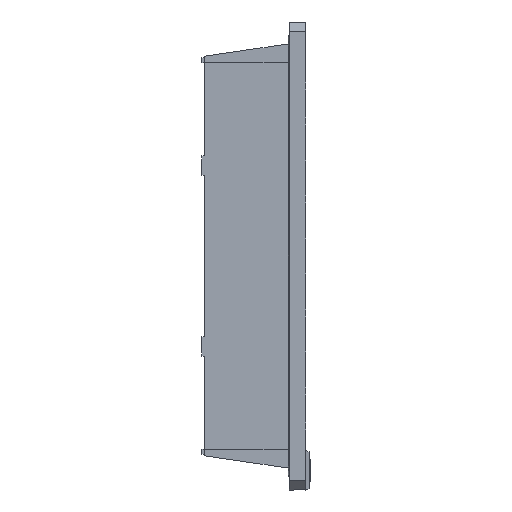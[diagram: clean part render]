
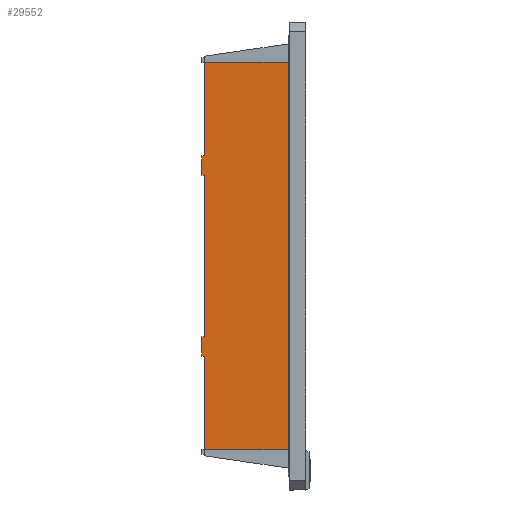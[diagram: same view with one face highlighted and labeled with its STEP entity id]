
A CAD part, left-side view. The second image highlights one B-rep face of the part: STEP entity #29552.
In plain terms, the highlighted planar face has unit normal (-1, 0, 0).
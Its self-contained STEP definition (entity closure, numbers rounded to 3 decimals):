
#48 = FACE_OUTER_BOUND ( 'NONE', #28272, .T. ) ;
#234 = VERTEX_POINT ( 'NONE', #44068 ) ;
#1468 = LINE ( 'NONE', #1656, #45137 ) ;
#1656 = CARTESIAN_POINT ( 'NONE',  ( -61.5, 30., 25. ) ) ;
#2187 = EDGE_CURVE ( 'NONE', #36118, #13687, #32419, .T. ) ;
#3388 = LINE ( 'NONE', #37860, #33021 ) ;
#4182 = CARTESIAN_POINT ( 'NONE',  ( -61.5, 29.25, -25. ) ) ;
#4418 = ORIENTED_EDGE ( 'NONE', *, *, #28440, .T. ) ;
#4827 = VECTOR ( 'NONE', #30826, 1000. ) ;
#4861 = CARTESIAN_POINT ( 'NONE',  ( -61.5, 29.25, -60. ) ) ;
#6111 = ORIENTED_EDGE ( 'NONE', *, *, #17359, .F. ) ;
#6777 = DIRECTION ( 'NONE',  ( 0., 0., 1. ) ) ;
#7101 = CARTESIAN_POINT ( 'NONE',  ( -61.5, 29.25, -61.5 ) ) ;
#7198 = EDGE_CURVE ( 'NONE', #38466, #26001, #28711, .T. ) ;
#7311 = VERTEX_POINT ( 'NONE', #37984 ) ;
#7677 = CARTESIAN_POINT ( 'NONE',  ( -61.5, 30., -31. ) ) ;
#8281 = CARTESIAN_POINT ( 'NONE',  ( -61.5, 29.25, 25. ) ) ;
#8970 = DIRECTION ( 'NONE',  ( 0., -1., 0. ) ) ;
#9029 = DIRECTION ( 'NONE',  ( 0., 0., 1. ) ) ;
#9141 = CARTESIAN_POINT ( 'NONE',  ( -61.5, 30., 25. ) ) ;
#9696 = VECTOR ( 'NONE', #18291, 1000. ) ;
#9748 = CARTESIAN_POINT ( 'NONE',  ( -61.5, 30., 25. ) ) ;
#10932 = ORIENTED_EDGE ( 'NONE', *, *, #2187, .F. ) ;
#10973 = ORIENTED_EDGE ( 'NONE', *, *, #23749, .F. ) ;
#11557 = DIRECTION ( 'NONE',  ( 0., 0., -1. ) ) ;
#11672 = VERTEX_POINT ( 'NONE', #31173 ) ;
#11694 = VERTEX_POINT ( 'NONE', #9141 ) ;
#13110 = VECTOR ( 'NONE', #8970, 1000. ) ;
#13190 = LINE ( 'NONE', #9748, #4827 ) ;
#13347 = VECTOR ( 'NONE', #31248, 1000. ) ;
#13353 = VECTOR ( 'NONE', #38909, 1000. ) ;
#13687 = VERTEX_POINT ( 'NONE', #4861 ) ;
#14827 = CARTESIAN_POINT ( 'NONE',  ( -61.5, 2., -61.5 ) ) ;
#15125 = VECTOR ( 'NONE', #23384, 1000. ) ;
#16967 = CARTESIAN_POINT ( 'NONE',  ( -61.5, 29.25, -61.5 ) ) ;
#17058 = ORIENTED_EDGE ( 'NONE', *, *, #43122, .F. ) ;
#17359 = EDGE_CURVE ( 'NONE', #13687, #7311, #42598, .T. ) ;
#17398 = EDGE_CURVE ( 'NONE', #11672, #33345, #17924, .T. ) ;
#17924 = LINE ( 'NONE', #26536, #41471 ) ;
#18291 = DIRECTION ( 'NONE',  ( 0., 0., 1. ) ) ;
#19952 = EDGE_CURVE ( 'NONE', #11694, #11672, #13190, .T. ) ;
#21028 = CARTESIAN_POINT ( 'NONE',  ( -61.5, 2., 60. ) ) ;
#22640 = LINE ( 'NONE', #41534, #13110 ) ;
#22980 = EDGE_CURVE ( 'NONE', #38466, #7311, #22640, .T. ) ;
#23080 = CARTESIAN_POINT ( 'NONE',  ( -61.5, 29.25, -61.5 ) ) ;
#23384 = DIRECTION ( 'NONE',  ( 0., 0., 1. ) ) ;
#23749 = EDGE_CURVE ( 'NONE', #33345, #234, #41073, .T. ) ;
#24404 = EDGE_CURVE ( 'NONE', #26001, #39681, #40369, .T. ) ;
#24656 = EDGE_CURVE ( 'NONE', #37237, #234, #3388, .T. ) ;
#24753 = AXIS2_PLACEMENT_3D ( 'NONE', #26863, #30742, #9029 ) ;
#25160 = ORIENTED_EDGE ( 'NONE', *, *, #24656, .T. ) ;
#26001 = VERTEX_POINT ( 'NONE', #43048 ) ;
#26272 = DIRECTION ( 'NONE',  ( 0., -1., 0. ) ) ;
#26536 = CARTESIAN_POINT ( 'NONE',  ( -61.5, 30., 31. ) ) ;
#26863 = CARTESIAN_POINT ( 'NONE',  ( -61.5, -197.99, -61.5 ) ) ;
#27078 = DIRECTION ( 'NONE',  ( 0., 1., 0. ) ) ;
#28272 = EDGE_LOOP ( 'NONE', ( #25160, #10973, #43347, #33472, #4418, #17058, #44542, #40153, #33861, #6111, #10932, #44279 ) ) ;
#28440 = EDGE_CURVE ( 'NONE', #11694, #39125, #1468, .T. ) ;
#28711 = LINE ( 'NONE', #7677, #9696 ) ;
#29552 = ADVANCED_FACE ( 'NONE', ( #48 ), #45502, .T. ) ;
#29578 = CARTESIAN_POINT ( 'NONE',  ( -61.5, 30., -31. ) ) ;
#30559 = DIRECTION ( 'NONE',  ( 0., -1., 0. ) ) ;
#30742 = DIRECTION ( 'NONE',  ( -1., 0., 0. ) ) ;
#30804 = VECTOR ( 'NONE', #26272, 1000. ) ;
#30826 = DIRECTION ( 'NONE',  ( 0., 0., 1. ) ) ;
#31089 = CARTESIAN_POINT ( 'NONE',  ( -61.5, -17.798, -60. ) ) ;
#31173 = CARTESIAN_POINT ( 'NONE',  ( -61.5, 30., 31. ) ) ;
#31248 = DIRECTION ( 'NONE',  ( 0., 1., 0. ) ) ;
#32419 = LINE ( 'NONE', #31089, #13347 ) ;
#33021 = VECTOR ( 'NONE', #27078, 1000. ) ;
#33345 = VERTEX_POINT ( 'NONE', #35718 ) ;
#33472 = ORIENTED_EDGE ( 'NONE', *, *, #19952, .F. ) ;
#33861 = ORIENTED_EDGE ( 'NONE', *, *, #22980, .T. ) ;
#34719 = LINE ( 'NONE', #14827, #39770 ) ;
#35718 = CARTESIAN_POINT ( 'NONE',  ( -61.5, 29.25, 31. ) ) ;
#36118 = VERTEX_POINT ( 'NONE', #38239 ) ;
#36594 = VECTOR ( 'NONE', #6777, 1000. ) ;
#37237 = VERTEX_POINT ( 'NONE', #21028 ) ;
#37860 = CARTESIAN_POINT ( 'NONE',  ( -61.5, -17.798, 60. ) ) ;
#37984 = CARTESIAN_POINT ( 'NONE',  ( -61.5, 29.25, -31. ) ) ;
#38239 = CARTESIAN_POINT ( 'NONE',  ( -61.5, 2., -60. ) ) ;
#38466 = VERTEX_POINT ( 'NONE', #29578 ) ;
#38909 = DIRECTION ( 'NONE',  ( 0., 0., 1. ) ) ;
#39125 = VERTEX_POINT ( 'NONE', #8281 ) ;
#39681 = VERTEX_POINT ( 'NONE', #4182 ) ;
#39770 = VECTOR ( 'NONE', #11557, 1000. ) ;
#40153 = ORIENTED_EDGE ( 'NONE', *, *, #7198, .F. ) ;
#40369 = LINE ( 'NONE', #40683, #30804 ) ;
#40683 = CARTESIAN_POINT ( 'NONE',  ( -61.5, 30., -25. ) ) ;
#41073 = LINE ( 'NONE', #7101, #36594 ) ;
#41471 = VECTOR ( 'NONE', #30559, 1000. ) ;
#41534 = CARTESIAN_POINT ( 'NONE',  ( -61.5, 30., -31. ) ) ;
#42598 = LINE ( 'NONE', #23080, #15125 ) ;
#42762 = EDGE_CURVE ( 'NONE', #37237, #36118, #34719, .T. ) ;
#43048 = CARTESIAN_POINT ( 'NONE',  ( -61.5, 30., -25. ) ) ;
#43086 = LINE ( 'NONE', #16967, #13353 ) ;
#43122 = EDGE_CURVE ( 'NONE', #39681, #39125, #43086, .T. ) ;
#43347 = ORIENTED_EDGE ( 'NONE', *, *, #17398, .F. ) ;
#44068 = CARTESIAN_POINT ( 'NONE',  ( -61.5, 29.25, 60. ) ) ;
#44279 = ORIENTED_EDGE ( 'NONE', *, *, #42762, .F. ) ;
#44542 = ORIENTED_EDGE ( 'NONE', *, *, #24404, .F. ) ;
#44665 = DIRECTION ( 'NONE',  ( 0., -1., 0. ) ) ;
#45137 = VECTOR ( 'NONE', #44665, 1000. ) ;
#45502 = PLANE ( 'NONE',  #24753 ) ;
